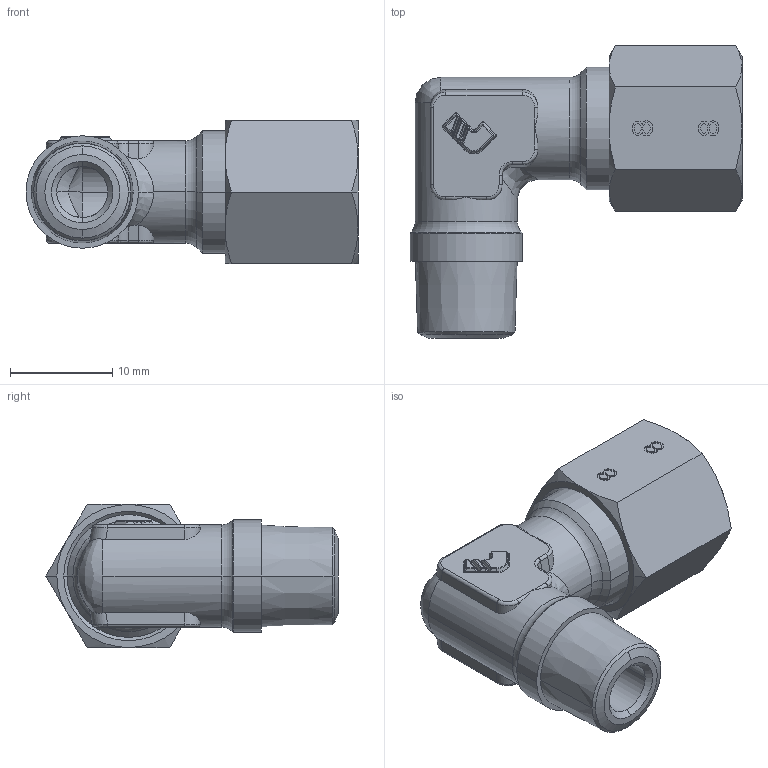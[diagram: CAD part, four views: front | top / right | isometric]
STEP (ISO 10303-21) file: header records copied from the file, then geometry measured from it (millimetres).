
FILE_DESCRIPTION(('STEP AP214'),'1');
FILE_NAME('1809_08_10.stp','2016-07-07T14:24:42',('TraceParts'),('TraceParts S.A.'),'Spatial InterOp 3D',' ',' ');
FILE_SCHEMA(('automotive_design'));
Length unit declared in the file: millimetre
Products named in the file (3): Solide1; Solide2; Solide3
Bounding box: 32.45 x 28.58 x 14 mm (x, y, z)
Volume: 3701.5 mm3; surface area: 3866.2 mm2
Topology: 3 solids, 3 shells, 450 faces, 1148 edges, 717 vertices
Faces by surface type: plane 219, cylinder 126, cone 52, bspline 23, torus 18, sphere 12
Entity records: 19170 total; most frequent: CARTESIAN_POINT 4710, ORIENTED_EDGE 2296, DIRECTION 2214, EDGE_CURVE 1148, AXIS2_PLACEMENT_3D 742, LINE 730, VECTOR 730, VERTEX_POINT 717
